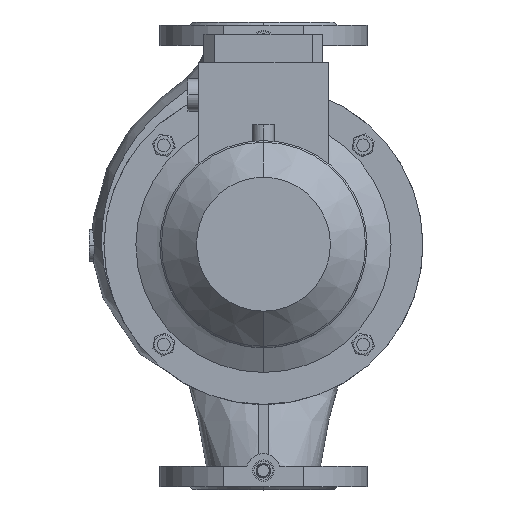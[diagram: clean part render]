
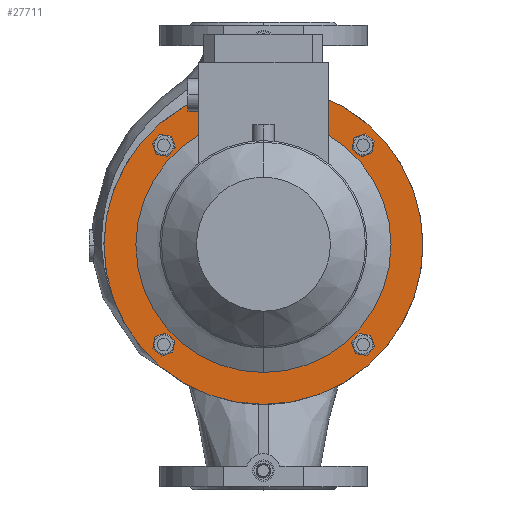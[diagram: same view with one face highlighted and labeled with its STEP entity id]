
A CAD part, top view. The second image highlights one B-rep face of the part: STEP entity #27711.
In plain terms, the highlighted planar face has unit normal (0, 0, 1).
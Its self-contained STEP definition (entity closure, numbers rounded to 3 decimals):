
#188 = CARTESIAN_POINT ( 'NONE',  ( -93.692, -93.692, 196. ) ) ;
#496 = CIRCLE ( 'NONE', #3056, 120. ) ;
#739 = CARTESIAN_POINT ( 'NONE',  ( 95.259, 102.58, 196. ) ) ;
#757 = CIRCLE ( 'NONE', #33468, 120. ) ;
#1565 = EDGE_LOOP ( 'NONE', ( #30320, #13787 ) ) ;
#1771 = CARTESIAN_POINT ( 'NONE',  ( -92.124, -84.804, 196. ) ) ;
#1919 = EDGE_CURVE ( 'NONE', #24201, #4811, #27454, .T. ) ;
#2064 = ORIENTED_EDGE ( 'NONE', *, *, #1919, .F. ) ;
#2165 = ORIENTED_EDGE ( 'NONE', *, *, #27993, .F. ) ;
#2190 = DIRECTION ( 'NONE',  ( 0., 0., -1. ) ) ;
#2197 = DIRECTION ( 'NONE',  ( 0., 0., 1. ) ) ;
#2287 = EDGE_CURVE ( 'NONE', #4811, #24201, #3012, .T. ) ;
#2484 = EDGE_CURVE ( 'NONE', #8991, #14874, #9565, .T. ) ;
#2998 = DIRECTION ( 'NONE',  ( 0., -1., 0. ) ) ;
#3012 = CIRCLE ( 'NONE', #27271, 9.025 ) ;
#3056 = AXIS2_PLACEMENT_3D ( 'NONE', #10082, #2190, #7207 ) ;
#3288 = CIRCLE ( 'NONE', #16840, 150. ) ;
#3492 = VERTEX_POINT ( 'NONE', #1771 ) ;
#4159 = ORIENTED_EDGE ( 'NONE', *, *, #19481, .T. ) ;
#4215 = FACE_BOUND ( 'NONE', #28234, .T. ) ;
#4225 = ORIENTED_EDGE ( 'NONE', *, *, #32755, .T. ) ;
#4811 = VERTEX_POINT ( 'NONE', #12713 ) ;
#4861 = CARTESIAN_POINT ( 'NONE',  ( 0., 120., 196. ) ) ;
#4928 = CARTESIAN_POINT ( 'NONE',  ( -93.692, 93.692, 196. ) ) ;
#5437 = EDGE_CURVE ( 'NONE', #10867, #3492, #29359, .T. ) ;
#5818 = AXIS2_PLACEMENT_3D ( 'NONE', #188, #8049, #21316 ) ;
#6032 = EDGE_CURVE ( 'NONE', #27130, #23323, #14263, .T. ) ;
#6641 = VERTEX_POINT ( 'NONE', #4861 ) ;
#7118 = DIRECTION ( 'NONE',  ( 0., 0., 1. ) ) ;
#7195 = VERTEX_POINT ( 'NONE', #8792 ) ;
#7207 = DIRECTION ( 'NONE',  ( 0., 1., 0. ) ) ;
#7323 = DIRECTION ( 'NONE',  ( 0., -1., 0. ) ) ;
#7403 = DIRECTION ( 'NONE',  ( 0., 0., 1. ) ) ;
#7466 = DIRECTION ( 'NONE',  ( 0., 0., 1. ) ) ;
#7704 = ORIENTED_EDGE ( 'NONE', *, *, #2287, .F. ) ;
#7763 = AXIS2_PLACEMENT_3D ( 'NONE', #18514, #10615, #12853 ) ;
#8008 = EDGE_LOOP ( 'NONE', ( #31280, #17943 ) ) ;
#8032 = DIRECTION ( 'NONE',  ( 0., 0., 1. ) ) ;
#8049 = DIRECTION ( 'NONE',  ( 0., 0., 1. ) ) ;
#8792 = CARTESIAN_POINT ( 'NONE',  ( 92.124, 84.804, 196. ) ) ;
#8927 = CARTESIAN_POINT ( 'NONE',  ( 0., -120., 196. ) ) ;
#8991 = VERTEX_POINT ( 'NONE', #12283 ) ;
#9195 = DIRECTION ( 'NONE',  ( 0., -1., 0. ) ) ;
#9565 = CIRCLE ( 'NONE', #22467, 9.025 ) ;
#9771 = CARTESIAN_POINT ( 'NONE',  ( 93.692, -93.692, 196. ) ) ;
#9903 = ORIENTED_EDGE ( 'NONE', *, *, #13064, .F. ) ;
#10082 = CARTESIAN_POINT ( 'NONE',  ( 0., 0., 196. ) ) ;
#10331 = AXIS2_PLACEMENT_3D ( 'NONE', #9771, #22336, #14639 ) ;
#10615 = DIRECTION ( 'NONE',  ( 0., 0., -1. ) ) ;
#10766 = FACE_BOUND ( 'NONE', #1565, .T. ) ;
#10867 = VERTEX_POINT ( 'NONE', #24416 ) ;
#11733 = EDGE_CURVE ( 'NONE', #20677, #7195, #15457, .T. ) ;
#12283 = CARTESIAN_POINT ( 'NONE',  ( -84.804, 92.124, 196. ) ) ;
#12637 = CARTESIAN_POINT ( 'NONE',  ( 102.58, -95.259, 196. ) ) ;
#12713 = CARTESIAN_POINT ( 'NONE',  ( 84.804, -92.124, 196. ) ) ;
#12853 = DIRECTION ( 'NONE',  ( 0., 1., 0. ) ) ;
#13064 = EDGE_CURVE ( 'NONE', #7195, #20677, #16608, .T. ) ;
#13144 = CARTESIAN_POINT ( 'NONE',  ( 93.692, 93.692, 196. ) ) ;
#13189 = FACE_BOUND ( 'NONE', #15166, .T. ) ;
#13575 = VERTEX_POINT ( 'NONE', #8927 ) ;
#13787 = ORIENTED_EDGE ( 'NONE', *, *, #5437, .F. ) ;
#14263 = CIRCLE ( 'NONE', #7763, 150. ) ;
#14639 = DIRECTION ( 'NONE',  ( 0., -1., 0. ) ) ;
#14874 = VERTEX_POINT ( 'NONE', #15933 ) ;
#15166 = EDGE_LOOP ( 'NONE', ( #27185, #2165 ) ) ;
#15449 = EDGE_CURVE ( 'NONE', #3492, #10867, #18920, .T. ) ;
#15457 = CIRCLE ( 'NONE', #29037, 9.025 ) ;
#15613 = DIRECTION ( 'NONE',  ( 0., -1., 0. ) ) ;
#15933 = CARTESIAN_POINT ( 'NONE',  ( -102.58, 95.259, 196. ) ) ;
#15974 = ORIENTED_EDGE ( 'NONE', *, *, #11733, .F. ) ;
#16231 = AXIS2_PLACEMENT_3D ( 'NONE', #13144, #8032, #2998 ) ;
#16608 = CIRCLE ( 'NONE', #16231, 9.025 ) ;
#16628 = DIRECTION ( 'NONE',  ( 0., 1., 0. ) ) ;
#16678 = CARTESIAN_POINT ( 'NONE',  ( 93.692, -93.692, 196. ) ) ;
#16840 = AXIS2_PLACEMENT_3D ( 'NONE', #27829, #28064, #30468 ) ;
#16968 = CARTESIAN_POINT ( 'NONE',  ( 0., 0., 196. ) ) ;
#17943 = ORIENTED_EDGE ( 'NONE', *, *, #20242, .F. ) ;
#18514 = CARTESIAN_POINT ( 'NONE',  ( 0., 0., 196. ) ) ;
#18613 = CARTESIAN_POINT ( 'NONE',  ( 0., 150., 196. ) ) ;
#18838 = FACE_BOUND ( 'NONE', #29927, .T. ) ;
#18920 = CIRCLE ( 'NONE', #5818, 9.025 ) ;
#19089 = DIRECTION ( 'NONE',  ( 0., 0., -1. ) ) ;
#19481 = EDGE_CURVE ( 'NONE', #6641, #13575, #496, .T. ) ;
#20242 = EDGE_CURVE ( 'NONE', #23323, #27130, #3288, .T. ) ;
#20677 = VERTEX_POINT ( 'NONE', #739 ) ;
#21316 = DIRECTION ( 'NONE',  ( 0., -1., 0. ) ) ;
#22336 = DIRECTION ( 'NONE',  ( 0., 0., 1. ) ) ;
#22467 = AXIS2_PLACEMENT_3D ( 'NONE', #4928, #2197, #7323 ) ;
#22650 = CARTESIAN_POINT ( 'NONE',  ( 93.692, 93.692, 196. ) ) ;
#23192 = CARTESIAN_POINT ( 'NONE',  ( -93.692, -93.692, 196. ) ) ;
#23323 = VERTEX_POINT ( 'NONE', #26206 ) ;
#23682 = CIRCLE ( 'NONE', #33378, 9.025 ) ;
#24201 = VERTEX_POINT ( 'NONE', #12637 ) ;
#24416 = CARTESIAN_POINT ( 'NONE',  ( -95.259, -102.58, 196. ) ) ;
#24589 = DIRECTION ( 'NONE',  ( 0., 0., 1. ) ) ;
#24933 = FACE_BOUND ( 'NONE', #32661, .T. ) ;
#25163 = AXIS2_PLACEMENT_3D ( 'NONE', #23192, #25610, #15613 ) ;
#25280 = DIRECTION ( 'NONE',  ( 0., -1., 0. ) ) ;
#25610 = DIRECTION ( 'NONE',  ( 0., 0., 1. ) ) ;
#25628 = DIRECTION ( 'NONE',  ( 0., -1., 0. ) ) ;
#25967 = CARTESIAN_POINT ( 'NONE',  ( 0., 150., 196. ) ) ;
#26206 = CARTESIAN_POINT ( 'NONE',  ( 0., -150., 196. ) ) ;
#27130 = VERTEX_POINT ( 'NONE', #18613 ) ;
#27185 = ORIENTED_EDGE ( 'NONE', *, *, #2484, .F. ) ;
#27271 = AXIS2_PLACEMENT_3D ( 'NONE', #16678, #24589, #9195 ) ;
#27454 = CIRCLE ( 'NONE', #10331, 9.025 ) ;
#27711 = ADVANCED_FACE ( 'NONE', ( #4215, #10766, #18838, #13189, #24933, #31065 ), #28599, .T. ) ;
#27829 = CARTESIAN_POINT ( 'NONE',  ( 0., 0., 196. ) ) ;
#27993 = EDGE_CURVE ( 'NONE', #14874, #8991, #23682, .T. ) ;
#28064 = DIRECTION ( 'NONE',  ( 0., 0., -1. ) ) ;
#28234 = EDGE_LOOP ( 'NONE', ( #7704, #2064 ) ) ;
#28534 = CARTESIAN_POINT ( 'NONE',  ( -93.692, 93.692, 196. ) ) ;
#28599 = PLANE ( 'NONE',  #31023 ) ;
#29037 = AXIS2_PLACEMENT_3D ( 'NONE', #22650, #7118, #25280 ) ;
#29359 = CIRCLE ( 'NONE', #25163, 9.025 ) ;
#29927 = EDGE_LOOP ( 'NONE', ( #9903, #15974 ) ) ;
#30320 = ORIENTED_EDGE ( 'NONE', *, *, #15449, .F. ) ;
#30468 = DIRECTION ( 'NONE',  ( 0., 1., 0. ) ) ;
#31023 = AXIS2_PLACEMENT_3D ( 'NONE', #25967, #7466, #25628 ) ;
#31065 = FACE_OUTER_BOUND ( 'NONE', #8008, .T. ) ;
#31164 = DIRECTION ( 'NONE',  ( 0., -1., 0. ) ) ;
#31280 = ORIENTED_EDGE ( 'NONE', *, *, #6032, .F. ) ;
#32661 = EDGE_LOOP ( 'NONE', ( #4159, #4225 ) ) ;
#32755 = EDGE_CURVE ( 'NONE', #13575, #6641, #757, .T. ) ;
#33378 = AXIS2_PLACEMENT_3D ( 'NONE', #28534, #7403, #31164 ) ;
#33468 = AXIS2_PLACEMENT_3D ( 'NONE', #16968, #19089, #16628 ) ;
